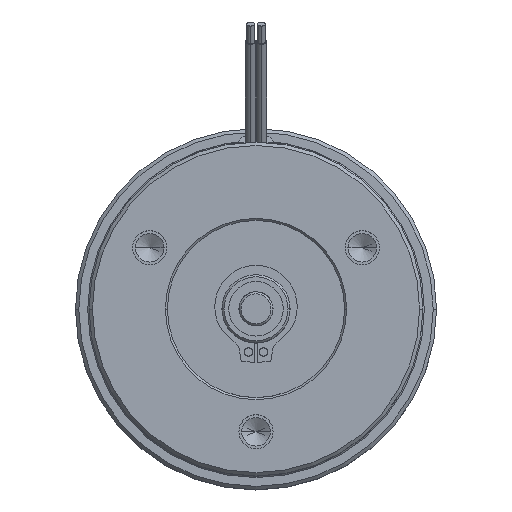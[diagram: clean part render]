
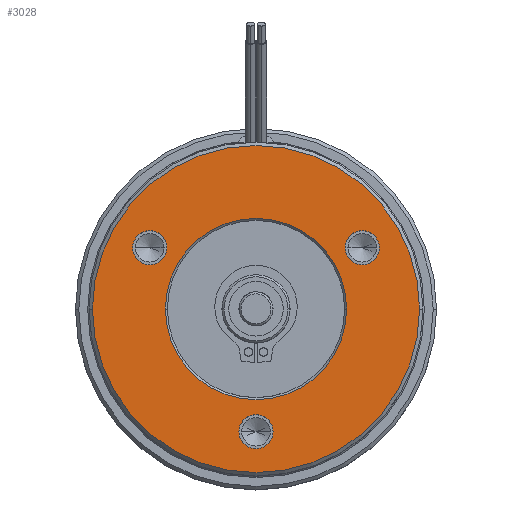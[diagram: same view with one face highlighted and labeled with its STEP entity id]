
A CAD part, top view. The second image highlights one B-rep face of the part: STEP entity #3028.
In plain terms, the highlighted planar face has unit normal (0, 0, 1).
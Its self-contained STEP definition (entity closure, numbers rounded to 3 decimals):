
#53 = AXIS2_PLACEMENT_3D ( 'NONE', #6399, #1729, #7187 ) ;
#172 = ORIENTED_EDGE ( 'NONE', *, *, #2286, .T. ) ;
#334 = DIRECTION ( 'NONE',  ( 0., 0., 1. ) ) ;
#461 = CARTESIAN_POINT ( 'NONE',  ( 24., 0., 12.4 ) ) ;
#609 = EDGE_LOOP ( 'NONE', ( #172, #8802 ) ) ;
#705 = FACE_BOUND ( 'NONE', #8174, .T. ) ;
#854 = CARTESIAN_POINT ( 'NONE',  ( 0., -18., 12.4 ) ) ;
#865 = AXIS2_PLACEMENT_3D ( 'NONE', #1594, #7035, #2358 ) ;
#876 = CARTESIAN_POINT ( 'NONE',  ( 0., 0., 12.4 ) ) ;
#948 = FACE_OUTER_BOUND ( 'NONE', #609, .T. ) ;
#1066 = VERTEX_POINT ( 'NONE', #3193 ) ;
#1194 = AXIS2_PLACEMENT_3D ( 'NONE', #7979, #3242, #8747 ) ;
#1201 = DIRECTION ( 'NONE',  ( 1., 0., 0. ) ) ;
#1501 = EDGE_LOOP ( 'NONE', ( #8695, #2864 ) ) ;
#1559 = VERTEX_POINT ( 'NONE', #8475 ) ;
#1594 = CARTESIAN_POINT ( 'NONE',  ( 15.588, 9., 12.4 ) ) ;
#1628 = AXIS2_PLACEMENT_3D ( 'NONE', #8584, #3859, #9338 ) ;
#1635 = DIRECTION ( 'NONE',  ( 1., 0., 0. ) ) ;
#1683 = CIRCLE ( 'NONE', #865, 2.5 ) ;
#1729 = DIRECTION ( 'NONE',  ( 0., 0., -1. ) ) ;
#1772 = VERTEX_POINT ( 'NONE', #3161 ) ;
#1817 = CIRCLE ( 'NONE', #7012, 2.5 ) ;
#1890 = EDGE_CURVE ( 'NONE', #6395, #5178, #3253, .T. ) ;
#1956 = CIRCLE ( 'NONE', #1194, 2.5 ) ;
#2105 = EDGE_CURVE ( 'NONE', #1772, #4057, #1817, .T. ) ;
#2153 = EDGE_CURVE ( 'NONE', #2717, #5073, #9890, .T. ) ;
#2169 = ORIENTED_EDGE ( 'NONE', *, *, #8840, .F. ) ;
#2256 = CIRCLE ( 'NONE', #6491, 2.5 ) ;
#2286 = EDGE_CURVE ( 'NONE', #5656, #9657, #8672, .T. ) ;
#2358 = DIRECTION ( 'NONE',  ( 1., 0., 0. ) ) ;
#2510 = FACE_BOUND ( 'NONE', #1501, .T. ) ;
#2717 = VERTEX_POINT ( 'NONE', #4944 ) ;
#2864 = ORIENTED_EDGE ( 'NONE', *, *, #9946, .F. ) ;
#2957 = CIRCLE ( 'NONE', #1628, 2.5 ) ;
#3028 = ADVANCED_FACE ( 'NONE', ( #948, #705, #6682, #4568, #2510 ), #4903, .T. ) ;
#3137 = AXIS2_PLACEMENT_3D ( 'NONE', #876, #4076, #1201 ) ;
#3161 = CARTESIAN_POINT ( 'NONE',  ( 13.088, 9., 12.4 ) ) ;
#3193 = CARTESIAN_POINT ( 'NONE',  ( 2.5, -18., 12.4 ) ) ;
#3208 = CARTESIAN_POINT ( 'NONE',  ( -24., 0., 12.4 ) ) ;
#3223 = ORIENTED_EDGE ( 'NONE', *, *, #6066, .F. ) ;
#3242 = DIRECTION ( 'NONE',  ( 0., 0., 1. ) ) ;
#3253 = CIRCLE ( 'NONE', #8800, 2.5 ) ;
#3626 = AXIS2_PLACEMENT_3D ( 'NONE', #4975, #334, #5768 ) ;
#3676 = DIRECTION ( 'NONE',  ( 1., 0., 0. ) ) ;
#3749 = CARTESIAN_POINT ( 'NONE',  ( 15.588, 9., 12.4 ) ) ;
#3859 = DIRECTION ( 'NONE',  ( 0., 0., 1. ) ) ;
#4057 = VERTEX_POINT ( 'NONE', #6432 ) ;
#4076 = DIRECTION ( 'NONE',  ( 0., 0., 1. ) ) ;
#4133 = CARTESIAN_POINT ( 'NONE',  ( 0., 0., 12.4 ) ) ;
#4440 = CARTESIAN_POINT ( 'NONE',  ( -15.588, 9., 12.4 ) ) ;
#4568 = FACE_BOUND ( 'NONE', #4666, .T. ) ;
#4666 = EDGE_LOOP ( 'NONE', ( #5801, #3223 ) ) ;
#4903 = PLANE ( 'NONE',  #9919 ) ;
#4938 = DIRECTION ( 'NONE',  ( 1., 0., 0. ) ) ;
#4944 = CARTESIAN_POINT ( 'NONE',  ( 13.3, 0., 12.4 ) ) ;
#4975 = CARTESIAN_POINT ( 'NONE',  ( 0., 0., 12.4 ) ) ;
#5073 = VERTEX_POINT ( 'NONE', #7023 ) ;
#5178 = VERTEX_POINT ( 'NONE', #8783 ) ;
#5500 = DIRECTION ( 'NONE',  ( 1., 0., 0. ) ) ;
#5656 = VERTEX_POINT ( 'NONE', #3208 ) ;
#5768 = DIRECTION ( 'NONE',  ( 1., 0., 0. ) ) ;
#5801 = ORIENTED_EDGE ( 'NONE', *, *, #1890, .F. ) ;
#5897 = ORIENTED_EDGE ( 'NONE', *, *, #2105, .F. ) ;
#5920 = CIRCLE ( 'NONE', #53, 13.3 ) ;
#6066 = EDGE_CURVE ( 'NONE', #5178, #6395, #2957, .T. ) ;
#6298 = DIRECTION ( 'NONE',  ( 0., 0., 1. ) ) ;
#6395 = VERTEX_POINT ( 'NONE', #9033 ) ;
#6399 = CARTESIAN_POINT ( 'NONE',  ( 0., 0., 12.4 ) ) ;
#6407 = CARTESIAN_POINT ( 'NONE',  ( 0., 0., 12.4 ) ) ;
#6432 = CARTESIAN_POINT ( 'NONE',  ( 18.088, 9., 12.4 ) ) ;
#6491 = AXIS2_PLACEMENT_3D ( 'NONE', #854, #6298, #1635 ) ;
#6682 = FACE_BOUND ( 'NONE', #7257, .T. ) ;
#6720 = CIRCLE ( 'NONE', #3626, 24. ) ;
#6847 = EDGE_CURVE ( 'NONE', #9657, #5656, #6720, .T. ) ;
#7012 = AXIS2_PLACEMENT_3D ( 'NONE', #3749, #9543, #5500 ) ;
#7023 = CARTESIAN_POINT ( 'NONE',  ( -13.3, 0., 12.4 ) ) ;
#7035 = DIRECTION ( 'NONE',  ( 0., 0., 1. ) ) ;
#7175 = EDGE_CURVE ( 'NONE', #1066, #1559, #1956, .T. ) ;
#7187 = DIRECTION ( 'NONE',  ( 1., 0., 0. ) ) ;
#7257 = EDGE_LOOP ( 'NONE', ( #2169, #5897 ) ) ;
#7732 = ORIENTED_EDGE ( 'NONE', *, *, #10030, .T. ) ;
#7879 = DIRECTION ( 'NONE',  ( 1., 0., 0. ) ) ;
#7979 = CARTESIAN_POINT ( 'NONE',  ( 0., -18., 12.4 ) ) ;
#8145 = ORIENTED_EDGE ( 'NONE', *, *, #2153, .T. ) ;
#8174 = EDGE_LOOP ( 'NONE', ( #8145, #7732 ) ) ;
#8475 = CARTESIAN_POINT ( 'NONE',  ( -2.5, -18., 12.4 ) ) ;
#8584 = CARTESIAN_POINT ( 'NONE',  ( -15.588, 9., 12.4 ) ) ;
#8666 = DIRECTION ( 'NONE',  ( 0., 0., -1. ) ) ;
#8672 = CIRCLE ( 'NONE', #3137, 24. ) ;
#8695 = ORIENTED_EDGE ( 'NONE', *, *, #7175, .F. ) ;
#8747 = DIRECTION ( 'NONE',  ( 1., 0., 0. ) ) ;
#8783 = CARTESIAN_POINT ( 'NONE',  ( -18.088, 9., 12.4 ) ) ;
#8800 = AXIS2_PLACEMENT_3D ( 'NONE', #4440, #9172, #3676 ) ;
#8802 = ORIENTED_EDGE ( 'NONE', *, *, #6847, .T. ) ;
#8840 = EDGE_CURVE ( 'NONE', #4057, #1772, #1683, .T. ) ;
#9033 = CARTESIAN_POINT ( 'NONE',  ( -13.088, 9., 12.4 ) ) ;
#9122 = AXIS2_PLACEMENT_3D ( 'NONE', #6407, #8666, #7879 ) ;
#9172 = DIRECTION ( 'NONE',  ( 0., 0., 1. ) ) ;
#9338 = DIRECTION ( 'NONE',  ( 1., 0., 0. ) ) ;
#9543 = DIRECTION ( 'NONE',  ( 0., 0., 1. ) ) ;
#9630 = DIRECTION ( 'NONE',  ( 0., 0., 1. ) ) ;
#9657 = VERTEX_POINT ( 'NONE', #461 ) ;
#9890 = CIRCLE ( 'NONE', #9122, 13.3 ) ;
#9919 = AXIS2_PLACEMENT_3D ( 'NONE', #4133, #9630, #4938 ) ;
#9946 = EDGE_CURVE ( 'NONE', #1559, #1066, #2256, .T. ) ;
#10030 = EDGE_CURVE ( 'NONE', #5073, #2717, #5920, .T. ) ;
